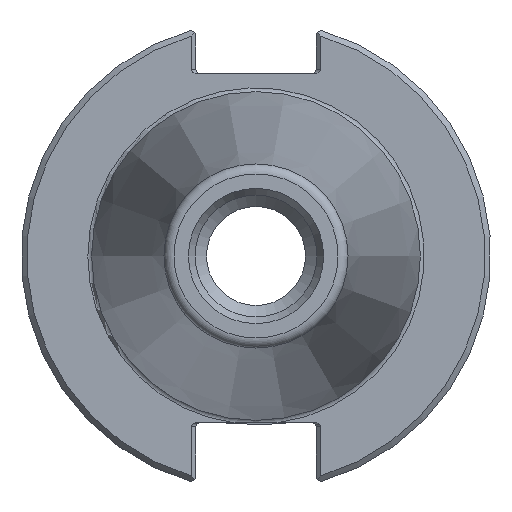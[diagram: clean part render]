
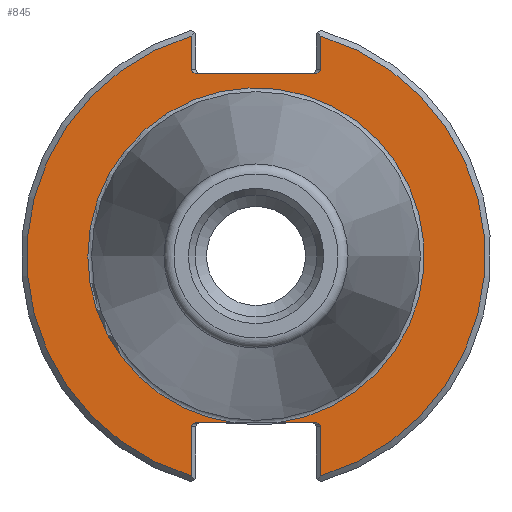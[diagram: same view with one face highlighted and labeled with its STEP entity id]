
A CAD part, left-side view. The second image highlights one B-rep face of the part: STEP entity #845.
In plain terms, the highlighted planar face has unit normal (-1, 0, 0).
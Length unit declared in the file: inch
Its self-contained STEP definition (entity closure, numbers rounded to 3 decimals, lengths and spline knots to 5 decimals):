
#633=CARTESIAN_POINT('',(0.125,0.31672,0.972));
#634=VERTEX_POINT('',#633);
#643=CARTESIAN_POINT('',(0.125,-0.31672,0.972));
#644=VERTEX_POINT('',#643);
#645=CARTESIAN_POINT('',(0.125,0.31672,0.972));
#646=DIRECTION('',(0.0,-1.0,0.0));
#647=VECTOR('',#646,0.63343);
#648=LINE('',#645,#647);
#649=EDGE_CURVE('',#634,#644,#648,.T.);
#699=CARTESIAN_POINT('',(0.125,-0.11172,-0.888));
#700=VERTEX_POINT('',#699);
#701=CARTESIAN_POINT('',(0.125,0.11172,-0.888));
#702=VERTEX_POINT('',#701);
#717=CARTESIAN_POINT('',(0.125,0.0,0.0));
#718=DIRECTION('',(-1.0,0.0,0.0));
#719=DIRECTION('',(0.0,-1.0,0.0));
#720=AXIS2_PLACEMENT_3D('',#717,#718,#719);
#721=CIRCLE('',#720,0.895);
#722=EDGE_CURVE('',#700,#702,#721,.T.);
#738=CARTESIAN_POINT('',(0.125,1.0625,0.0));
#739=DIRECTION('',(-1.0,0.0,0.0));
#740=DIRECTION('',(0.0,0.0,1.0));
#741=AXIS2_PLACEMENT_3D('',#738,#739,#740);
#742=PLANE('',#741);
#743=ORIENTED_EDGE('',*,*,#722,.F.);
#744=CARTESIAN_POINT('',(0.125,-0.31672,-0.888));
#745=VERTEX_POINT('',#744);
#746=CARTESIAN_POINT('',(0.125,-0.31672,-0.888));
#747=DIRECTION('',(0.0,1.0,0.0));
#748=VECTOR('',#747,0.205);
#749=LINE('',#746,#748);
#750=EDGE_CURVE('',#745,#700,#749,.T.);
#751=ORIENTED_EDGE('',*,*,#750,.F.);
#752=CARTESIAN_POINT('',(0.125,-0.345,-0.908));
#753=VERTEX_POINT('',#752);
#754=CARTESIAN_POINT('',(0.125,-0.31672,-0.908));
#755=DIRECTION('',(-1.0,0.0,0.0));
#756=DIRECTION('',(0.0,-1.0,0.0));
#757=AXIS2_PLACEMENT_3D('',#754,#755,#756);
#758=ELLIPSE('',#757,0.02828,0.02);
#759=EDGE_CURVE('',#753,#745,#758,.T.);
#760=ORIENTED_EDGE('',*,*,#759,.F.);
#761=CARTESIAN_POINT('',(0.125,-0.345,-1.1702));
#762=VERTEX_POINT('',#761);
#763=CARTESIAN_POINT('',(0.125,-0.345,-1.1702));
#764=DIRECTION('',(0.0,0.0,1.0));
#765=VECTOR('',#764,0.2622);
#766=LINE('',#763,#765);
#767=EDGE_CURVE('',#762,#753,#766,.T.);
#768=ORIENTED_EDGE('',*,*,#767,.F.);
#769=CARTESIAN_POINT('',(0.125,-0.345,1.1702));
#770=VERTEX_POINT('',#769);
#771=CARTESIAN_POINT('',(0.125,0.0,0.0));
#772=DIRECTION('',(1.0,0.0,0.0));
#773=DIRECTION('',(0.0,-1.0,0.0));
#774=AXIS2_PLACEMENT_3D('',#771,#772,#773);
#775=CIRCLE('',#774,1.22);
#776=EDGE_CURVE('',#770,#762,#775,.T.);
#777=ORIENTED_EDGE('',*,*,#776,.F.);
#778=CARTESIAN_POINT('',(0.125,-0.345,0.992));
#779=VERTEX_POINT('',#778);
#780=CARTESIAN_POINT('',(0.125,-0.345,0.992));
#781=DIRECTION('',(0.0,0.0,1.0));
#782=VECTOR('',#781,0.1782);
#783=LINE('',#780,#782);
#784=EDGE_CURVE('',#779,#770,#783,.T.);
#785=ORIENTED_EDGE('',*,*,#784,.F.);
#786=CARTESIAN_POINT('',(0.125,-0.31672,0.992));
#787=DIRECTION('',(-1.0,0.0,0.0));
#788=DIRECTION('',(0.0,-1.0,0.0));
#789=AXIS2_PLACEMENT_3D('',#786,#787,#788);
#790=ELLIPSE('',#789,0.02828,0.02);
#791=EDGE_CURVE('',#644,#779,#790,.T.);
#792=ORIENTED_EDGE('',*,*,#791,.F.);
#793=ORIENTED_EDGE('',*,*,#649,.F.);
#794=CARTESIAN_POINT('',(0.125,0.345,0.992));
#795=VERTEX_POINT('',#794);
#796=CARTESIAN_POINT('',(0.125,0.31672,0.992));
#797=DIRECTION('',(-1.0,0.0,0.0));
#798=DIRECTION('',(0.0,1.0,0.0));
#799=AXIS2_PLACEMENT_3D('',#796,#797,#798);
#800=ELLIPSE('',#799,0.02828,0.02);
#801=EDGE_CURVE('',#795,#634,#800,.T.);
#802=ORIENTED_EDGE('',*,*,#801,.F.);
#803=CARTESIAN_POINT('',(0.125,0.345,1.1702));
#804=VERTEX_POINT('',#803);
#805=CARTESIAN_POINT('',(0.125,0.345,1.1702));
#806=DIRECTION('',(0.0,0.0,-1.0));
#807=VECTOR('',#806,0.1782);
#808=LINE('',#805,#807);
#809=EDGE_CURVE('',#804,#795,#808,.T.);
#810=ORIENTED_EDGE('',*,*,#809,.F.);
#811=CARTESIAN_POINT('',(0.125,0.345,-1.1702));
#812=VERTEX_POINT('',#811);
#813=CARTESIAN_POINT('',(0.125,0.0,0.0));
#814=DIRECTION('',(1.0,0.0,0.0));
#815=DIRECTION('',(0.0,1.0,0.0));
#816=AXIS2_PLACEMENT_3D('',#813,#814,#815);
#817=CIRCLE('',#816,1.22);
#818=EDGE_CURVE('',#812,#804,#817,.T.);
#819=ORIENTED_EDGE('',*,*,#818,.F.);
#820=CARTESIAN_POINT('',(0.125,0.345,-0.908));
#821=VERTEX_POINT('',#820);
#822=CARTESIAN_POINT('',(0.125,0.345,-0.908));
#823=DIRECTION('',(0.0,0.0,-1.0));
#824=VECTOR('',#823,0.2622);
#825=LINE('',#822,#824);
#826=EDGE_CURVE('',#821,#812,#825,.T.);
#827=ORIENTED_EDGE('',*,*,#826,.F.);
#828=CARTESIAN_POINT('',(0.125,0.31672,-0.888));
#829=VERTEX_POINT('',#828);
#830=CARTESIAN_POINT('',(0.125,0.31672,-0.908));
#831=DIRECTION('',(-1.0,0.0,0.0));
#832=DIRECTION('',(0.0,1.0,0.0));
#833=AXIS2_PLACEMENT_3D('',#830,#831,#832);
#834=ELLIPSE('',#833,0.02828,0.02);
#835=EDGE_CURVE('',#829,#821,#834,.T.);
#836=ORIENTED_EDGE('',*,*,#835,.F.);
#837=CARTESIAN_POINT('',(0.125,0.11172,-0.888));
#838=DIRECTION('',(0.0,1.0,0.0));
#839=VECTOR('',#838,0.205);
#840=LINE('',#837,#839);
#841=EDGE_CURVE('',#702,#829,#840,.T.);
#842=ORIENTED_EDGE('',*,*,#841,.F.);
#843=EDGE_LOOP('',(#743,#751,#760,#768,#777,#785,#792,#793,#802,#810,#819,#827,#836,#842));
#844=FACE_OUTER_BOUND('',#843,.T.);
#845=ADVANCED_FACE('',(#844),#742,.T.);
